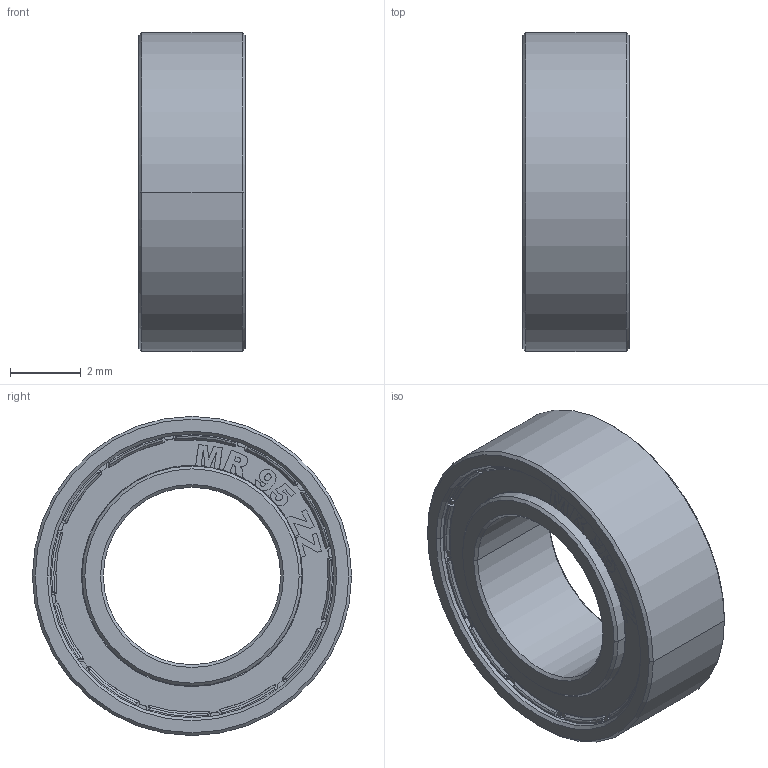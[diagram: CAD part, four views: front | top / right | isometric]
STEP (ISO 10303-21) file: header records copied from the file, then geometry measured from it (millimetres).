
FILE_DESCRIPTION (( 'STEP AP214' ), '1' );
FILE_NAME ('-MR95ZZ-assem.step', '2019-11-11T12:49:08', ( '' ), ( '' ), 'SwSTEP 2.0', 'SolidWorks 2019', '' );
FILE_SCHEMA (( 'AUTOMOTIVE_DESIGN' ));
Length unit declared in the file: millimetre
Products named in the file (4): mr95zz-cen; mr95zz-int; -MR95ZZ-assem; mr95zz-ext
Assembly tree (4 placements, depth 2):
  -MR95ZZ-assem
    mr95zz-cen  x2
    mr95zz-ext
    mr95zz-int
Bounding box: 3 x 9 x 9 mm (x, y, z)
Volume: 70.9 mm3; surface area: 457 mm2
Topology: 4 solids, 4 shells, 792 faces, 2244 edges, 1470 vertices
Faces by surface type: plane 306, torus 202, cylinder 132, cone 88, bspline 64
Entity records: 18649 total; most frequent: CARTESIAN_POINT 7330, ORIENTED_EDGE 2344, DIRECTION 1905, EDGE_CURVE 1172, VERTEX_POINT 764, AXIS2_PLACEMENT_3D 734, VECTOR 437, LINE 437
